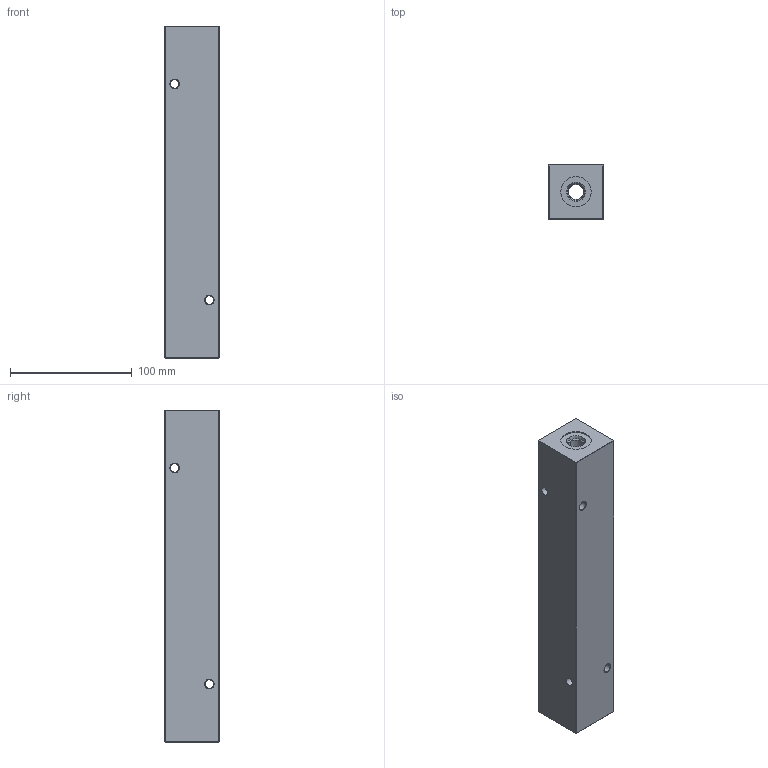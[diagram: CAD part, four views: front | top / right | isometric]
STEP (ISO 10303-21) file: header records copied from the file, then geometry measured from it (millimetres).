
FILE_DESCRIPTION (( 'STEP AP203' ), '1' );
FILE_NAME ('HM-6-0-S-6-4.STEP', '2020-09-28T21:56:11', ( '' ), ( '' ), 'SwSTEP 2.0', 'SolidWorks 2019', '' );
FILE_SCHEMA (( 'CONFIG_CONTROL_DESIGN' ));
Length unit declared in the file: inch
Products named in the file (1): HM-6-0-S-6-4
Bounding box: 44.45 x 44.45 x 273.05 mm (x, y, z)
Volume: 487966.2 mm3; surface area: 68699.3 mm2
Topology: 1 solids, 1 shells, 550 faces, 1408 edges, 902 vertices
Faces by surface type: plane 238, bspline 186, cone 64, cylinder 62
Entity records: 25737 total; most frequent: CARTESIAN_POINT 13563, ORIENTED_EDGE 2816, DIRECTION 1876, EDGE_CURVE 1408, VERTEX_POINT 902, VECTOR 846, LINE 846, EDGE_LOOP 618
